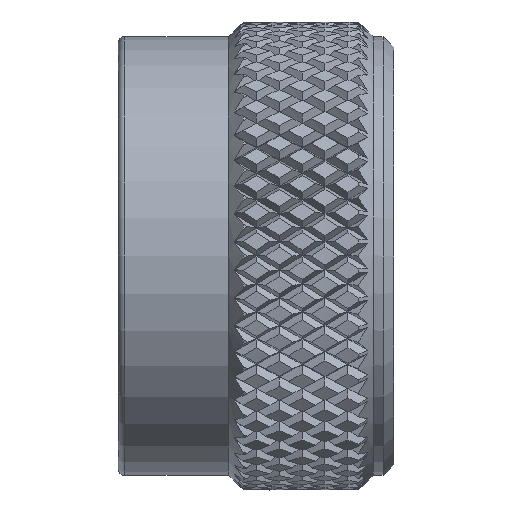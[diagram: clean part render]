
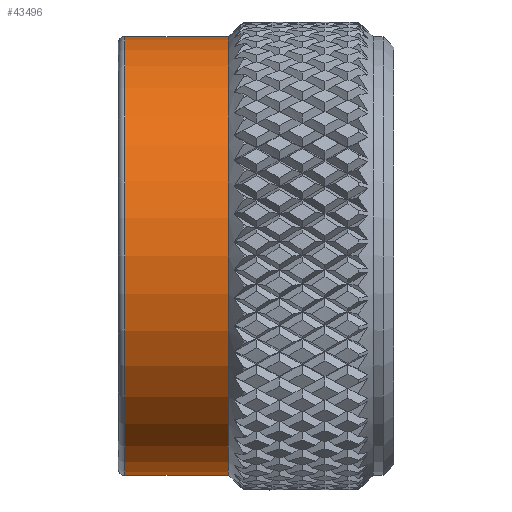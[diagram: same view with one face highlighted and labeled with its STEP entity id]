
A CAD part, front view. The second image highlights one B-rep face of the part: STEP entity #43496.
In plain terms, the highlighted cylindrical face has radius 8.93 mm (diameter 17.86 mm), a full revolution.
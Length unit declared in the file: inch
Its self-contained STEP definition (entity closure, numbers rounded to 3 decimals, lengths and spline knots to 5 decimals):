
#2432 = DIRECTION ( 'NONE',  ( 1., 0., 0. ) ) ;
#2868 = DIRECTION ( 'NONE',  ( 1., 0., 0. ) ) ;
#4908 = CARTESIAN_POINT ( 'NONE',  ( 0.01, 0., 0. ) ) ;
#15247 = DIRECTION ( 'NONE',  ( 0., -1., 0. ) ) ;
#16980 = EDGE_CURVE ( 'NONE', #25387, #25387, #31903, .T. ) ;
#25387 = VERTEX_POINT ( 'NONE', #28281 ) ;
#28281 = CARTESIAN_POINT ( 'NONE',  ( 0.1764, 0.35157, 0. ) ) ;
#29468 = EDGE_LOOP ( 'NONE', ( #59919 ) ) ;
#29988 = FACE_OUTER_BOUND ( 'NONE', #29468, .T. ) ;
#31061 = CARTESIAN_POINT ( 'NONE',  ( 0.44094, 0., 0. ) ) ;
#31903 = CIRCLE ( 'NONE', #42820, 0.35157 ) ;
#34235 = AXIS2_PLACEMENT_3D ( 'NONE', #31061, #2432, #41147 ) ;
#36329 = DIRECTION ( 'NONE',  ( 0., 1., 0. ) ) ;
#40747 = CARTESIAN_POINT ( 'NONE',  ( 0.1764, 0., 0. ) ) ;
#41147 = DIRECTION ( 'NONE',  ( 0., 1., 0. ) ) ;
#41252 = FACE_OUTER_BOUND ( 'NONE', #53407, .T. ) ;
#42739 = CYLINDRICAL_SURFACE ( 'NONE', #34235, 0.35157 ) ;
#42820 = AXIS2_PLACEMENT_3D ( 'NONE', #40747, #2868, #36329 ) ;
#43496 = ADVANCED_FACE ( 'NONE', ( #29988, #41252 ), #42739, .T. ) ;
#43811 = DIRECTION ( 'NONE',  ( 1., 0., 0. ) ) ;
#46435 = ORIENTED_EDGE ( 'NONE', *, *, #16980, .F. ) ;
#47073 = CARTESIAN_POINT ( 'NONE',  ( 0.01, -0.35157, 0. ) ) ;
#50486 = EDGE_CURVE ( 'NONE', #55299, #55299, #53679, .T. ) ;
#53407 = EDGE_LOOP ( 'NONE', ( #46435 ) ) ;
#53679 = CIRCLE ( 'NONE', #61085, 0.35157 ) ;
#55299 = VERTEX_POINT ( 'NONE', #47073 ) ;
#59919 = ORIENTED_EDGE ( 'NONE', *, *, #50486, .T. ) ;
#61085 = AXIS2_PLACEMENT_3D ( 'NONE', #4908, #43811, #15247 ) ;
